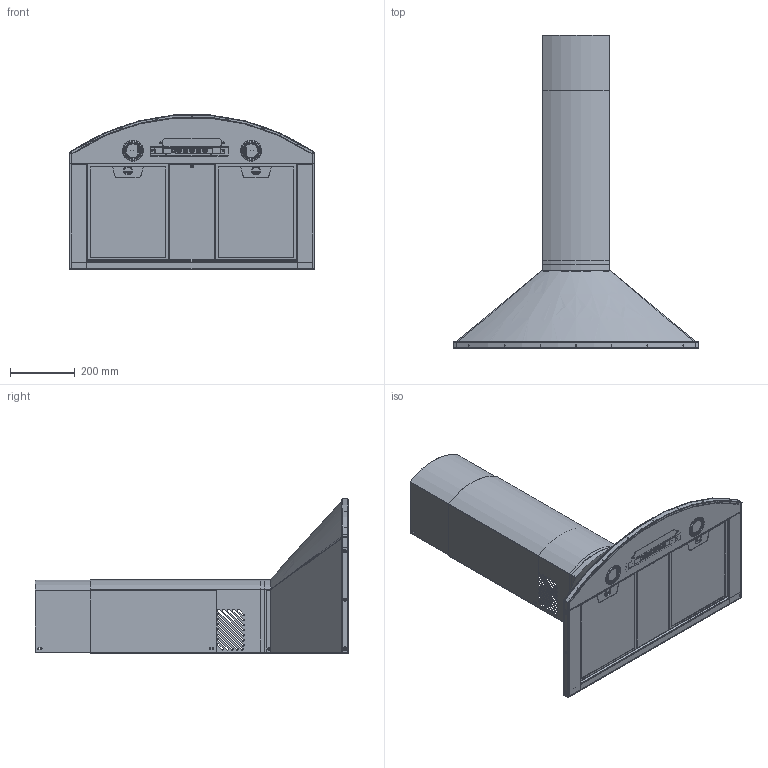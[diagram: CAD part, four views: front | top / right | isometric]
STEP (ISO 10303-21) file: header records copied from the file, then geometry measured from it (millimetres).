
FILE_DESCRIPTION((''),'2;1');
FILE_NAME('A53_945_ASM','2016-09-16T',('MN049'),(''),'PRO/ENGINEER BY PARAMETRIC TECHNOLOGY CORPORATION, 2014200','PRO/ENGINEER BY PARAMETRIC TECHNOLOGY CORPORATION, 2014200','');
FILE_SCHEMA(('CONFIG_CONTROL_DESIGN'));
Products named in the file (29): A53_760_SKEL; A53_124; A53_037; A53_123; A53_017; A53_126; A53_216; A53_127; K37_020; A53_128; RIVETTO_TC_32_61; RIVETTO_SV_24_74; VITE_2-9X12-7_TSP; A53_043; CMM_106_AF2; CMM_106_AF3; A53_939_ASM; K37_015; K37_016; K37_711_ASM; CME_FARETTO_PIATTO; CME_700_ASM; FIA_501; CWB_001A; CWB_401B; A53_131; 350_044; A53_937_ASM; A53_945_ASM
Assembly tree (62 placements, depth 4):
  A53_945_ASM
    A53_937_ASM
      A53_939_ASM
        A53_760_SKEL
        A53_124
        A53_037
        A53_123
        A53_017
        A53_126
        A53_216
        A53_127
        K37_020
        A53_128
        RIVETTO_TC_32_61  x26
        RIVETTO_SV_24_74  x7
        VITE_2-9X12-7_TSP  x2
        A53_043
        CMM_106_AF2
        CMM_106_AF3
      K37_711_ASM
        K37_015
        K37_016
      CME_700_ASM  x2
        CME_FARETTO_PIATTO
      FIA_501  x2
      CWB_001A
      CWB_401B
      A53_131
      350_044
Bounding box: 760 x 970.15 x 478.37 mm (x, y, z)
Volume: 42830394.3 mm3; surface area: 4622160.9 mm2
Topology: 60 solids, 65 shells, 6714 faces, 16810 edges, 10387 vertices
Faces by surface type: plane 3818, cylinder 1418, bspline 543, torus 458, cone 355, sphere 122
Entity records: 225889 total; most frequent: CARTESIAN_POINT 85635, ORIENTED_EDGE 29460, DIRECTION 28076, EDGE_CURVE 14795, VECTOR 9846, LINE 9846, VERTEX_POINT 9145, AXIS2_PLACEMENT_3D 9115
